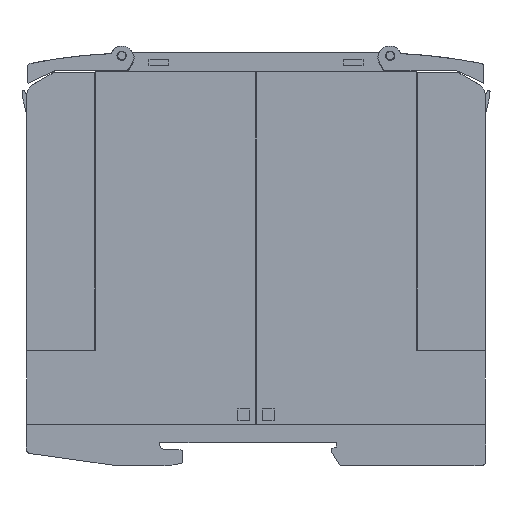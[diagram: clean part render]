
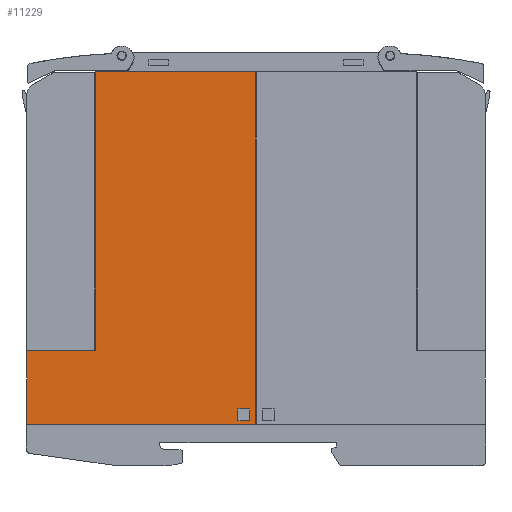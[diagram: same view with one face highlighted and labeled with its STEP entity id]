
A CAD part, left-side view. The second image highlights one B-rep face of the part: STEP entity #11229.
In plain terms, the highlighted planar face has unit normal (-1, 0, 0).
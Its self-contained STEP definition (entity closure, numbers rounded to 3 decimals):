
#11229=ADVANCED_FACE('',(#29462,#29463),#29464,.T.);
#15337=VERTEX_POINT('',#33614);
#15343=VERTEX_POINT('',#33620);
#15345=EDGE_CURVE('',#15343,#15337,#33622,.T.);
#15389=VERTEX_POINT('',#33666);
#15391=EDGE_CURVE('',#15389,#15343,#33668,.T.);
#24415=VERTEX_POINT('',#42692);
#24419=VERTEX_POINT('',#42696);
#24421=EDGE_CURVE('',#24419,#24415,#42698,.T.);
#24649=VERTEX_POINT('',#42926);
#24653=VERTEX_POINT('',#42930);
#24655=EDGE_CURVE('',#24653,#24649,#42932,.T.);
#24667=VERTEX_POINT('',#42944);
#24671=EDGE_CURVE('',#24649,#24667,#42948,.T.);
#24687=VERTEX_POINT('',#42964);
#24689=EDGE_CURVE('',#24687,#24419,#42966,.T.);
#24701=VERTEX_POINT('',#42978);
#24703=EDGE_CURVE('',#24701,#24653,#42980,.T.);
#24709=EDGE_CURVE('',#24667,#24701,#42986,.T.);
#24713=EDGE_CURVE('',#24687,#15337,#42990,.T.);
#24717=EDGE_CURVE('',#24415,#15389,#42994,.T.);
#29462=FACE_OUTER_BOUND('',#47729,.T.);
#29463=FACE_BOUND('',#47730,.T.);
#29464=PLANE('',#47731);
#33614=CARTESIAN_POINT('',(0.05,100.899,25.101));
#33620=CARTESIAN_POINT('',(0.05,85.799,25.101));
#33622=LINE('',#54523,#54524);
#33666=CARTESIAN_POINT('',(0.05,85.799,85.801));
#33668=LINE('',#54593,#54594);
#42692=CARTESIAN_POINT('',(0.05,50.999,85.801));
#42696=CARTESIAN_POINT('',(0.05,50.999,9.001));
#42698=LINE('',#69137,#69138);
#42926=CARTESIAN_POINT('',(0.05,54.899,9.801));
#42930=CARTESIAN_POINT('',(0.05,52.299,9.801));
#42932=LINE('',#69507,#69508);
#42944=CARTESIAN_POINT('',(0.05,54.899,12.401));
#42948=LINE('',#69535,#69536);
#42964=CARTESIAN_POINT('',(0.05,100.899,9.001));
#42966=LINE('',#69563,#69564);
#42978=CARTESIAN_POINT('',(0.05,52.299,12.401));
#42980=LINE('',#69585,#69586);
#42986=LINE('',#69597,#69598);
#42990=LINE('',#69605,#69606);
#42994=LINE('',#69613,#69614);
#47729=EDGE_LOOP('',(#83827,#83828,#83829,#83830,#83831,#83832));
#47730=EDGE_LOOP('',(#83833,#83834,#83835,#83836));
#47731=AXIS2_PLACEMENT_3D('',#83837,#83838,#83839);
#54523=CARTESIAN_POINT('',(0.05,72.199,25.101));
#54524=VECTOR('',#85817,1.0);
#54593=CARTESIAN_POINT('',(0.05,85.799,32.226));
#54594=VECTOR('',#85829,1.0);
#69137=CARTESIAN_POINT('',(0.05,50.999,9.001));
#69138=VECTOR('',#89367,1.0);
#69507=CARTESIAN_POINT('',(0.05,52.299,9.801));
#69508=VECTOR('',#89435,1.0);
#69535=CARTESIAN_POINT('',(0.05,54.899,10.051));
#69536=VECTOR('',#89441,1.0);
#69563=CARTESIAN_POINT('',(0.05,100.899,9.001));
#69564=VECTOR('',#89446,1.0);
#69585=CARTESIAN_POINT('',(0.05,52.299,10.051));
#69586=VECTOR('',#89450,1.0);
#69597=CARTESIAN_POINT('',(0.05,52.299,12.401));
#69598=VECTOR('',#89453,1.0);
#69605=CARTESIAN_POINT('',(0.05,100.899,9.001));
#69606=VECTOR('',#89455,1.0);
#69613=CARTESIAN_POINT('',(0.05,100.899,85.801));
#69614=VECTOR('',#89457,1.0);
#83827=ORIENTED_EDGE('',*,*,#15345,.T.);
#83828=ORIENTED_EDGE('',*,*,#24713,.F.);
#83829=ORIENTED_EDGE('',*,*,#24689,.T.);
#83830=ORIENTED_EDGE('',*,*,#24421,.T.);
#83831=ORIENTED_EDGE('',*,*,#24717,.T.);
#83832=ORIENTED_EDGE('',*,*,#15391,.T.);
#83833=ORIENTED_EDGE('',*,*,#24703,.T.);
#83834=ORIENTED_EDGE('',*,*,#24655,.T.);
#83835=ORIENTED_EDGE('',*,*,#24671,.T.);
#83836=ORIENTED_EDGE('',*,*,#24709,.T.);
#83837=CARTESIAN_POINT('',(0.05,50.999,9.001));
#83838=DIRECTION('',(-1.0,0.0,0.0));
#83839=DIRECTION('',(0.0,1.0,0.0));
#85817=DIRECTION('',(0.0,1.0,0.0));
#85829=DIRECTION('',(0.0,0.0,-1.0));
#89367=DIRECTION('',(0.0,0.0,1.0));
#89435=DIRECTION('',(0.0,1.0,0.0));
#89441=DIRECTION('',(0.0,0.0,1.0));
#89446=DIRECTION('',(0.0,-1.0,0.0));
#89450=DIRECTION('',(0.0,0.0,-1.0));
#89453=DIRECTION('',(0.0,-1.0,0.0));
#89455=DIRECTION('',(0.0,0.0,1.0));
#89457=DIRECTION('',(0.0,1.0,0.0));
